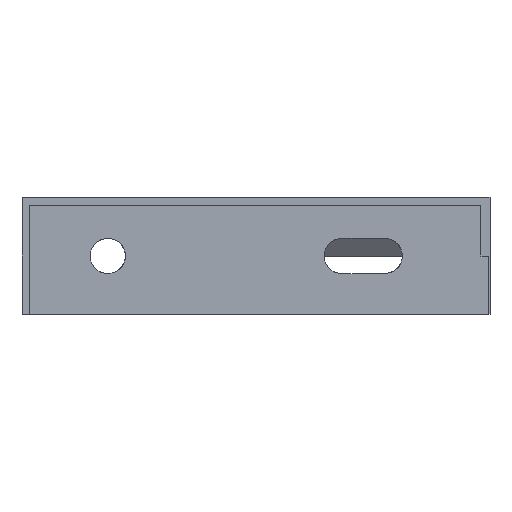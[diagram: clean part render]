
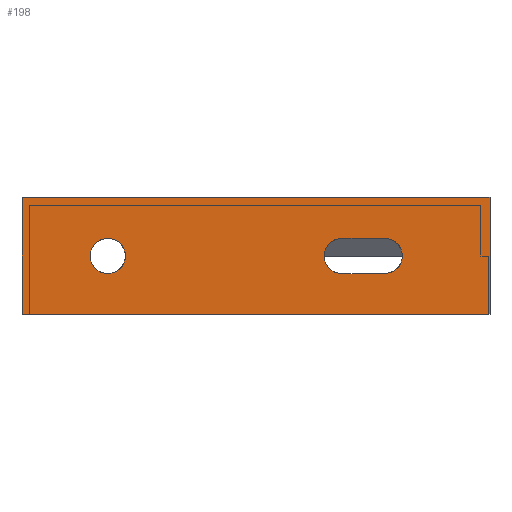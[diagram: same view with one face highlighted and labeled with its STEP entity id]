
A CAD part, left-side view. The second image highlights one B-rep face of the part: STEP entity #198.
In plain terms, the highlighted planar face has unit normal (-1, 0, 0).
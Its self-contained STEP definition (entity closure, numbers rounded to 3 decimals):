
#50 = ORIENTED_EDGE ( 'NONE', *, *, #1493, .F. ) ;
#53 = CARTESIAN_POINT ( 'NONE',  ( 0., 3220., -28. ) ) ;
#115 = DIRECTION ( 'NONE',  ( 0., 0., -1. ) ) ;
#172 = DIRECTION ( 'NONE',  ( 0., 1., 0. ) ) ;
#194 = DIRECTION ( 'NONE',  ( 0., 0., 1. ) ) ;
#198 = ADVANCED_FACE ( 'NONE', ( #652, #3834, #2143 ), #1389, .F. ) ;
#261 = VERTEX_POINT ( 'NONE', #3215 ) ;
#271 = VERTEX_POINT ( 'NONE', #2314 ) ;
#376 = ORIENTED_EDGE ( 'NONE', *, *, #795, .T. ) ;
#484 = CARTESIAN_POINT ( 'NONE',  ( 0., 3220., -28. ) ) ;
#495 = DIRECTION ( 'NONE',  ( 0., 0., -1. ) ) ;
#504 = VERTEX_POINT ( 'NONE', #1238 ) ;
#570 = EDGE_CURVE ( 'NONE', #1896, #986, #3227, .T. ) ;
#601 = DIRECTION ( 'NONE',  ( -1., 0., 0. ) ) ;
#625 = LINE ( 'NONE', #2527, #1330 ) ;
#652 = FACE_BOUND ( 'NONE', #2387, .T. ) ;
#682 = ORIENTED_EDGE ( 'NONE', *, *, #570, .T. ) ;
#684 = EDGE_LOOP ( 'NONE', ( #682, #1083, #376, #2978 ) ) ;
#735 = CARTESIAN_POINT ( 'NONE',  ( 0., 98., -8.5 ) ) ;
#787 = CARTESIAN_POINT ( 'NONE',  ( 0., 120., -28. ) ) ;
#792 = VECTOR ( 'NONE', #1423, 1000. ) ;
#795 = EDGE_CURVE ( 'NONE', #504, #3460, #1259, .T. ) ;
#850 = EDGE_CURVE ( 'NONE', #504, #986, #882, .T. ) ;
#882 = LINE ( 'NONE', #1116, #792 ) ;
#902 = AXIS2_PLACEMENT_3D ( 'NONE', #484, #2275, #495 ) ;
#986 = VERTEX_POINT ( 'NONE', #2365 ) ;
#1073 = VECTOR ( 'NONE', #172, 1000. ) ;
#1083 = ORIENTED_EDGE ( 'NONE', *, *, #850, .F. ) ;
#1116 = CARTESIAN_POINT ( 'NONE',  ( 0., 0., -28. ) ) ;
#1159 = CARTESIAN_POINT ( 'NONE',  ( 0., 38., -13. ) ) ;
#1170 = EDGE_CURVE ( 'NONE', #261, #2686, #3271, .T. ) ;
#1238 = CARTESIAN_POINT ( 'NONE',  ( 0., 0., 2. ) ) ;
#1259 = LINE ( 'NONE', #2272, #1073 ) ;
#1267 = VERTEX_POINT ( 'NONE', #735 ) ;
#1274 = DIRECTION ( 'NONE',  ( 0., 1., 0. ) ) ;
#1330 = VECTOR ( 'NONE', #115, 1000. ) ;
#1362 = ORIENTED_EDGE ( 'NONE', *, *, #1819, .F. ) ;
#1389 = PLANE ( 'NONE',  #902 ) ;
#1423 = DIRECTION ( 'NONE',  ( 0., 0., -1. ) ) ;
#1424 = CARTESIAN_POINT ( 'NONE',  ( 0., 120., 2. ) ) ;
#1462 = DIRECTION ( 'NONE',  ( 0., 0., 1. ) ) ;
#1493 = EDGE_CURVE ( 'NONE', #3633, #261, #1945, .T. ) ;
#1529 = LINE ( 'NONE', #2544, #3816 ) ;
#1578 = VECTOR ( 'NONE', #1274, 1000. ) ;
#1634 = VECTOR ( 'NONE', #2172, 1000. ) ;
#1819 = EDGE_CURVE ( 'NONE', #271, #3633, #1529, .T. ) ;
#1896 = VERTEX_POINT ( 'NONE', #787 ) ;
#1940 = EDGE_CURVE ( 'NONE', #1267, #1267, #2739, .T. ) ;
#1945 = CIRCLE ( 'NONE', #2112, 4.5 ) ;
#1994 = DIRECTION ( 'NONE',  ( -1., 0., 0. ) ) ;
#2112 = AXIS2_PLACEMENT_3D ( 'NONE', #2390, #601, #2685 ) ;
#2143 = FACE_OUTER_BOUND ( 'NONE', #684, .T. ) ;
#2146 = EDGE_LOOP ( 'NONE', ( #3683 ) ) ;
#2151 = CIRCLE ( 'NONE', #3599, 4.5 ) ;
#2172 = DIRECTION ( 'NONE',  ( 0., -1., 0. ) ) ;
#2176 = CARTESIAN_POINT ( 'NONE',  ( 0., 38., -8.5 ) ) ;
#2182 = ORIENTED_EDGE ( 'NONE', *, *, #1170, .F. ) ;
#2251 = ORIENTED_EDGE ( 'NONE', *, *, #3520, .F. ) ;
#2272 = CARTESIAN_POINT ( 'NONE',  ( 0., 117.99, 2. ) ) ;
#2275 = DIRECTION ( 'NONE',  ( 1., 0., 0. ) ) ;
#2314 = CARTESIAN_POINT ( 'NONE',  ( 0., 38., -17.5 ) ) ;
#2365 = CARTESIAN_POINT ( 'NONE',  ( 0., 0., -28. ) ) ;
#2387 = EDGE_LOOP ( 'NONE', ( #2251, #2182, #50, #1362 ) ) ;
#2390 = CARTESIAN_POINT ( 'NONE',  ( 0., 27., -13. ) ) ;
#2413 = EDGE_CURVE ( 'NONE', #3460, #1896, #625, .T. ) ;
#2527 = CARTESIAN_POINT ( 'NONE',  ( 0., 120., 2. ) ) ;
#2544 = CARTESIAN_POINT ( 'NONE',  ( 0., 38., -17.5 ) ) ;
#2685 = DIRECTION ( 'NONE',  ( 0., 0., 1. ) ) ;
#2686 = VERTEX_POINT ( 'NONE', #2176 ) ;
#2739 = CIRCLE ( 'NONE', #3054, 4.5 ) ;
#2856 = DIRECTION ( 'NONE',  ( 0., -1., 0. ) ) ;
#2978 = ORIENTED_EDGE ( 'NONE', *, *, #2413, .T. ) ;
#3054 = AXIS2_PLACEMENT_3D ( 'NONE', #3786, #1994, #194 ) ;
#3215 = CARTESIAN_POINT ( 'NONE',  ( 0., 27., -8.5 ) ) ;
#3227 = LINE ( 'NONE', #53, #1634 ) ;
#3253 = DIRECTION ( 'NONE',  ( -1., 0., 0. ) ) ;
#3271 = LINE ( 'NONE', #3362, #1578 ) ;
#3362 = CARTESIAN_POINT ( 'NONE',  ( 0., 27., -8.5 ) ) ;
#3460 = VERTEX_POINT ( 'NONE', #1424 ) ;
#3520 = EDGE_CURVE ( 'NONE', #2686, #271, #2151, .T. ) ;
#3599 = AXIS2_PLACEMENT_3D ( 'NONE', #1159, #3253, #1462 ) ;
#3633 = VERTEX_POINT ( 'NONE', #3886 ) ;
#3683 = ORIENTED_EDGE ( 'NONE', *, *, #1940, .F. ) ;
#3786 = CARTESIAN_POINT ( 'NONE',  ( 0., 98., -13. ) ) ;
#3816 = VECTOR ( 'NONE', #2856, 1000. ) ;
#3834 = FACE_BOUND ( 'NONE', #2146, .T. ) ;
#3886 = CARTESIAN_POINT ( 'NONE',  ( 0., 27., -17.5 ) ) ;
